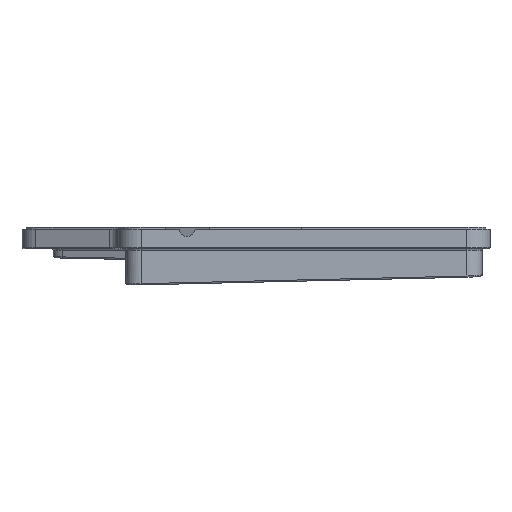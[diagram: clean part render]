
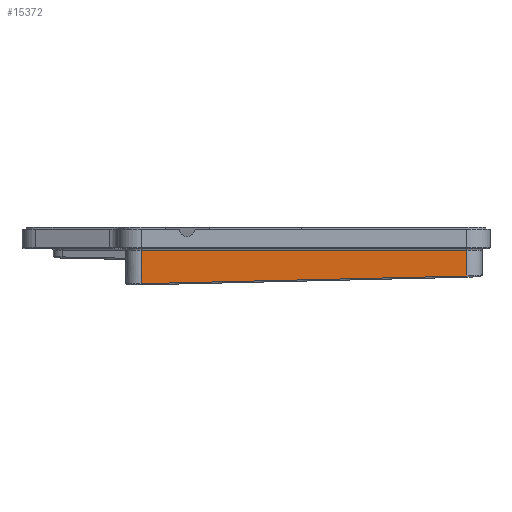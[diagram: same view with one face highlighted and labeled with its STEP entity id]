
A CAD part, front view. The second image highlights one B-rep face of the part: STEP entity #15372.
In plain terms, the highlighted planar face has unit normal (0, -1, 0).
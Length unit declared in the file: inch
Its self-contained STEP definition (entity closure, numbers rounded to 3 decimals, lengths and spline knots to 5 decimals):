
#1912 = LINE ( 'NONE', #1913, #9771 ) ;
#1913 = CARTESIAN_POINT ( 'NONE',  ( 2.8163, -4.5135, -0.7594 ) ) ;
#1914 = DIRECTION ( 'NONE',  ( -1., 0., -0.023 ) ) ;
#2013 = CARTESIAN_POINT ( 'NONE',  ( -2.445, -4.5135, -0.91732 ) ) ;
#2069 = LINE ( 'NONE', #2013, #9783 ) ;
#2074 = DIRECTION ( 'NONE',  ( 0., 0., 1. ) ) ;
#4365 = CARTESIAN_POINT ( 'NONE',  ( 2.82, -4.5135, -0.91732 ) ) ;
#4378 = LINE ( 'NONE', #4365, #16440 ) ;
#4381 = DIRECTION ( 'NONE',  ( 0., 0., 1. ) ) ;
#4459 = LINE ( 'NONE', #4461, #16463 ) ;
#4461 = CARTESIAN_POINT ( 'NONE',  ( 2.82, -4.5135, -0.34232 ) ) ;
#4465 = DIRECTION ( 'NONE',  ( 1., 0., 0. ) ) ;
#5481 = AXIS2_PLACEMENT_3D ( 'NONE', #14360, #14367, #14368 ) ;
#9274 = ORIENTED_EDGE ( 'NONE', *, *, #16099, .F. ) ;
#9275 = ORIENTED_EDGE ( 'NONE', *, *, #16057, .T. ) ;
#9296 = ORIENTED_EDGE ( 'NONE', *, *, #16324, .F. ) ;
#9297 = ORIENTED_EDGE ( 'NONE', *, *, #16311, .F. ) ;
#9771 = VECTOR ( 'NONE', #1914, 39.37008 ) ;
#9783 = VECTOR ( 'NONE', #2074, 39.37008 ) ;
#11107 = EDGE_LOOP ( 'NONE', ( #9275, #9274, #9296, #9297 ) ) ;
#11502 = VERTEX_POINT ( 'NONE', #12764 ) ;
#12670 = VERTEX_POINT ( 'NONE', #13620 ) ;
#12764 = CARTESIAN_POINT ( 'NONE',  ( -2.445, -4.5135, -0.34232 ) ) ;
#12951 = VERTEX_POINT ( 'NONE', #13805 ) ;
#12995 = VERTEX_POINT ( 'NONE', #13827 ) ;
#13620 = CARTESIAN_POINT ( 'NONE',  ( -2.445, -4.5135, -0.88253 ) ) ;
#13805 = CARTESIAN_POINT ( 'NONE',  ( 2.82, -4.5135, -0.34232 ) ) ;
#13827 = CARTESIAN_POINT ( 'NONE',  ( 2.82, -4.5135, -0.75931 ) ) ;
#14360 = CARTESIAN_POINT ( 'NONE',  ( 2.82, -4.5135, -0.91732 ) ) ;
#14364 = FACE_OUTER_BOUND ( 'NONE', #11107, .T. ) ;
#14365 = PLANE ( 'NONE',  #5481 ) ;
#14367 = DIRECTION ( 'NONE',  ( 0., -1., 0. ) ) ;
#14368 = DIRECTION ( 'NONE',  ( 0., 0., 1. ) ) ;
#15372 = ADVANCED_FACE ( 'NONE', ( #14364 ), #14365, .T. ) ;
#16057 = EDGE_CURVE ( 'NONE', #12995, #12951, #4378, .T. ) ;
#16099 = EDGE_CURVE ( 'NONE', #11502, #12951, #4459, .T. ) ;
#16311 = EDGE_CURVE ( 'NONE', #12995, #12670, #1912, .T. ) ;
#16324 = EDGE_CURVE ( 'NONE', #12670, #11502, #2069, .T. ) ;
#16440 = VECTOR ( 'NONE', #4381, 39.37008 ) ;
#16463 = VECTOR ( 'NONE', #4465, 39.37008 ) ;
